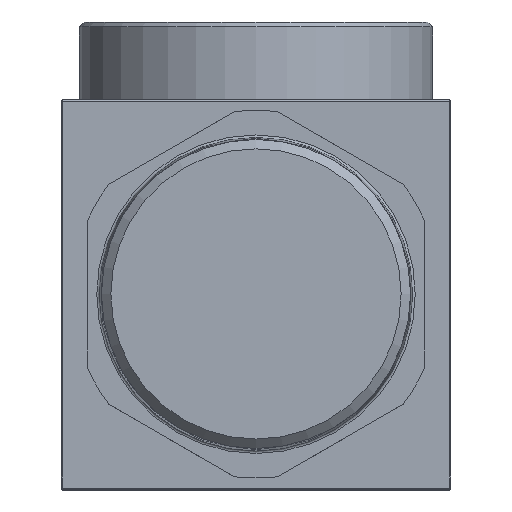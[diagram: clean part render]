
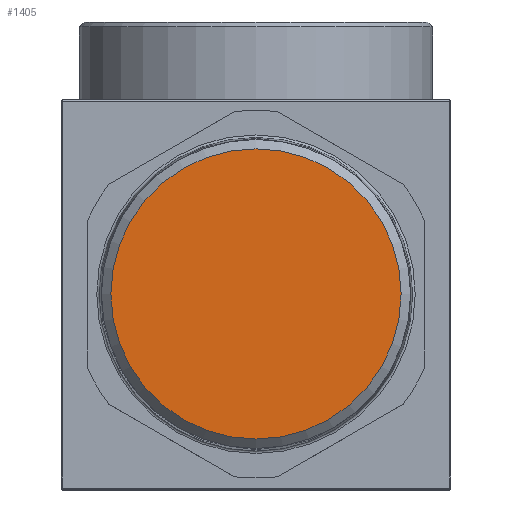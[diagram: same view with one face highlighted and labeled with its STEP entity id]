
A CAD part, top view. The second image highlights one B-rep face of the part: STEP entity #1405.
In plain terms, the highlighted planar face has unit normal (0, 0, 1).
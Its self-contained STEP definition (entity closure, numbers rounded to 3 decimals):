
#361=FACE_OUTER_BOUND('',#449,.T.);
#449=EDGE_LOOP('',(#1233,#1234));
#565=CIRCLE('',#1610,27.943);
#566=CIRCLE('',#1611,27.943);
#697=VERTEX_POINT('',#2635);
#698=VERTEX_POINT('',#2636);
#884=EDGE_CURVE('',#697,#698,#565,.T.);
#885=EDGE_CURVE('',#698,#697,#566,.T.);
#1233=ORIENTED_EDGE('',*,*,#884,.F.);
#1234=ORIENTED_EDGE('',*,*,#885,.F.);
#1331=PLANE('',#1609);
#1405=ADVANCED_FACE('',(#361),#1331,.T.);
#1609=AXIS2_PLACEMENT_3D('',#2634,#2040,#2041);
#1610=AXIS2_PLACEMENT_3D('',#2637,#2042,#2043);
#1611=AXIS2_PLACEMENT_3D('',#2638,#2044,#2045);
#2040=DIRECTION('center_axis',(0.,0.,1.));
#2041=DIRECTION('ref_axis',(1.,0.,0.));
#2042=DIRECTION('center_axis',(0.,0.,-1.));
#2043=DIRECTION('ref_axis',(1.,0.,0.));
#2044=DIRECTION('center_axis',(0.,0.,-1.));
#2045=DIRECTION('ref_axis',(1.,0.,0.));
#2634=CARTESIAN_POINT('Origin',(0.,27.943,44.015));
#2635=CARTESIAN_POINT('',(0.,27.943,44.015));
#2636=CARTESIAN_POINT('',(0.,-27.943,44.015));
#2637=CARTESIAN_POINT('Origin',(0.,0.,44.015));
#2638=CARTESIAN_POINT('Origin',(0.,0.,44.015));
